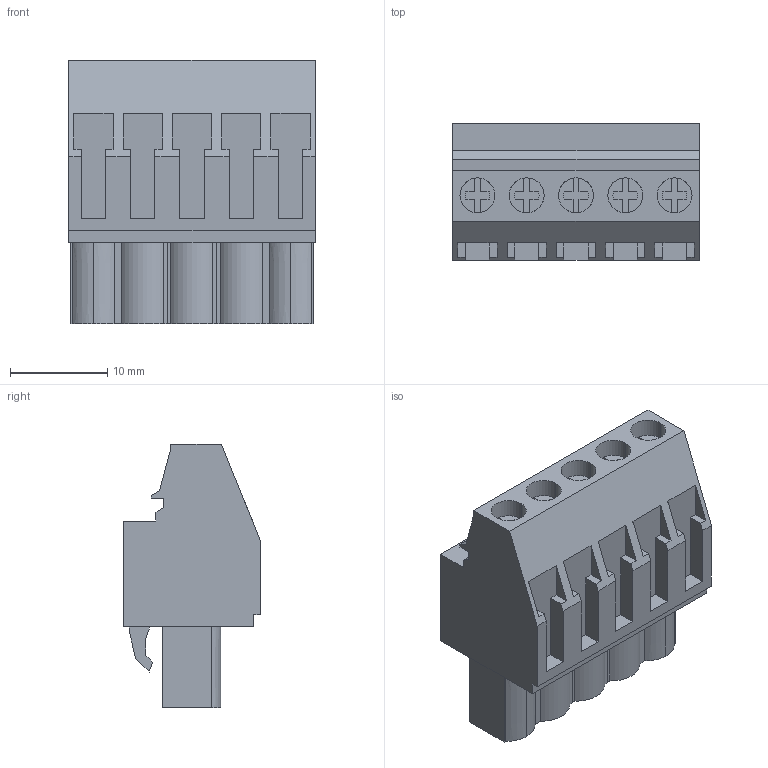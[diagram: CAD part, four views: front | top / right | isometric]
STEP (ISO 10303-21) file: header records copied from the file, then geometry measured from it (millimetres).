
FILE_DESCRIPTION(('CATIA V5 STEP','CAx-IF Rec.Pracs.--- Model Styling and Organization---1.2---2011-12-15'),'2;1');
FILE_NAME ('D1467895_0_1948030000_1948030000.stp','2017-09-08T12:17:25+00:00',('none'),('Weidmueller'),'CATIA Version 5-6 Release 2014','CATIA V5 STEP AP214','none');
FILE_SCHEMA(('AUTOMOTIVE_DESIGN { 1 0 10303 214 1 1 1 1 }'));
Length unit declared in the file: millimetre
Products named in the file (1): 1948030000
Bounding box: 25.4 x 14.1 x 27.2 mm (x, y, z)
Volume: 5789.7 mm3; surface area: 3717.5 mm2
Topology: 6 solids, 6 shells, 351 faces, 966 edges, 650 vertices
Faces by surface type: plane 304, cylinder 43, extrusion 4
Entity records: 10761 total; most frequent: CARTESIAN_POINT 2086, ORIENTED_EDGE 1932, DIRECTION 1504, EDGE_CURVE 966, VECTOR 856, LINE 852, VERTEX_POINT 650, EDGE_LOOP 374
